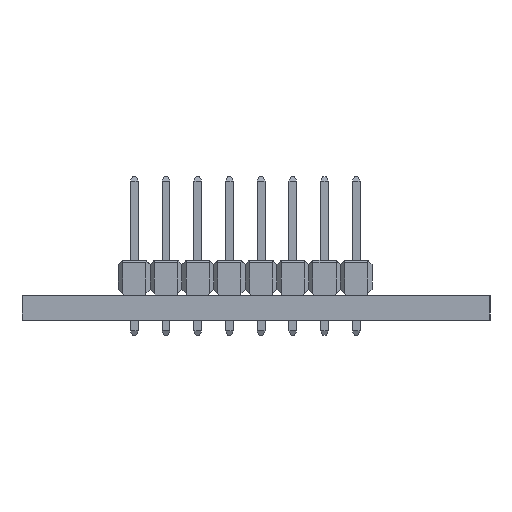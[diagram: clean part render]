
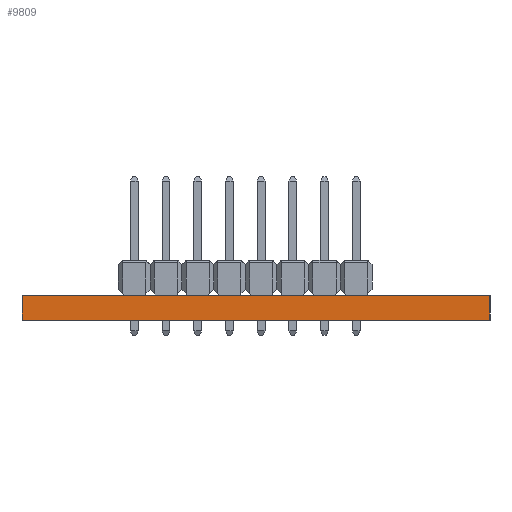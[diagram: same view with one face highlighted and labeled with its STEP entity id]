
A CAD part, left-side view. The second image highlights one B-rep face of the part: STEP entity #9809.
In plain terms, the highlighted planar face has unit normal (-1, 0, 0).
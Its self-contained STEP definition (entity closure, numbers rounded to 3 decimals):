
#523 = CARTESIAN_POINT ( 'NONE',  ( -31.679, 0., -2. ) ) ;
#628 = CARTESIAN_POINT ( 'NONE',  ( -31.679, 1.168, 0. ) ) ;
#1131 = ORIENTED_EDGE ( 'NONE', *, *, #7007, .T. ) ;
#1828 = VERTEX_POINT ( 'NONE', #8499 ) ;
#3295 = VECTOR ( 'NONE', #5132, 1000. ) ;
#3378 = VECTOR ( 'NONE', #7778, 1000. ) ;
#3476 = VECTOR ( 'NONE', #6394, 1000. ) ;
#3526 = LINE ( 'NONE', #523, #8788 ) ;
#3610 = EDGE_CURVE ( 'NONE', #9256, #1828, #8714, .T. ) ;
#3651 = DIRECTION ( 'NONE',  ( 0., -1., 0. ) ) ;
#5132 = DIRECTION ( 'NONE',  ( 0., 0., 1. ) ) ;
#5260 = CARTESIAN_POINT ( 'NONE',  ( -31.679, -36.332, -2. ) ) ;
#5663 = LINE ( 'NONE', #9464, #3476 ) ;
#5787 = CARTESIAN_POINT ( 'NONE',  ( -31.679, 1.168, -2. ) ) ;
#5807 = VERTEX_POINT ( 'NONE', #5787 ) ;
#5871 = EDGE_CURVE ( 'NONE', #9783, #1828, #10911, .T. ) ;
#6029 = CARTESIAN_POINT ( 'NONE',  ( -31.679, -36.332, -2. ) ) ;
#6394 = DIRECTION ( 'NONE',  ( 0., 0., 1. ) ) ;
#6496 = CARTESIAN_POINT ( 'NONE',  ( -31.679, 0., -2. ) ) ;
#7007 = EDGE_CURVE ( 'NONE', #5807, #9783, #3526, .T. ) ;
#7421 = AXIS2_PLACEMENT_3D ( 'NONE', #6496, #11219, #3651 ) ;
#7778 = DIRECTION ( 'NONE',  ( 0., -1., 0. ) ) ;
#8499 = CARTESIAN_POINT ( 'NONE',  ( -31.679, -36.332, 0. ) ) ;
#8714 = LINE ( 'NONE', #8853, #3378 ) ;
#8788 = VECTOR ( 'NONE', #12287, 1000. ) ;
#8853 = CARTESIAN_POINT ( 'NONE',  ( -31.679, 0., 0. ) ) ;
#9184 = ORIENTED_EDGE ( 'NONE', *, *, #3610, .F. ) ;
#9256 = VERTEX_POINT ( 'NONE', #628 ) ;
#9464 = CARTESIAN_POINT ( 'NONE',  ( -31.679, 1.168, -2. ) ) ;
#9783 = VERTEX_POINT ( 'NONE', #5260 ) ;
#9809 = ADVANCED_FACE ( 'NONE', ( #10793 ), #11968, .T. ) ;
#9906 = EDGE_LOOP ( 'NONE', ( #9184, #10517, #1131, #12434 ) ) ;
#10517 = ORIENTED_EDGE ( 'NONE', *, *, #10920, .F. ) ;
#10793 = FACE_OUTER_BOUND ( 'NONE', #9906, .T. ) ;
#10911 = LINE ( 'NONE', #6029, #3295 ) ;
#10920 = EDGE_CURVE ( 'NONE', #5807, #9256, #5663, .T. ) ;
#11219 = DIRECTION ( 'NONE',  ( -1., 0., 0. ) ) ;
#11968 = PLANE ( 'NONE',  #7421 ) ;
#12287 = DIRECTION ( 'NONE',  ( 0., -1., 0. ) ) ;
#12434 = ORIENTED_EDGE ( 'NONE', *, *, #5871, .T. ) ;
